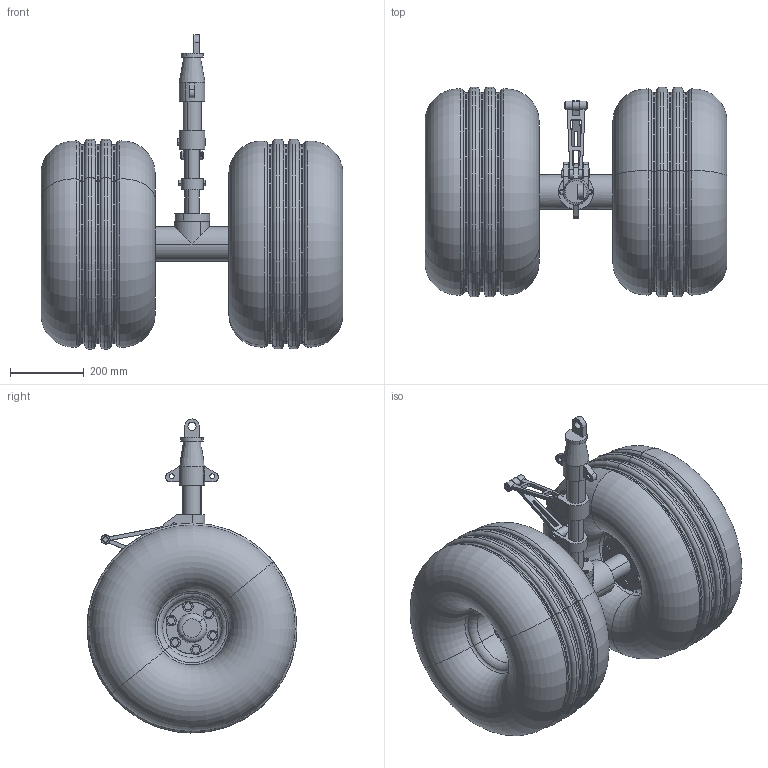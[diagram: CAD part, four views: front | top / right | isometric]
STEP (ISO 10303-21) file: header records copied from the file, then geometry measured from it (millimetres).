
FILE_DESCRIPTION(('CATIA V5 STEP Exchange'),'2;1');
FILE_NAME('aircraft landing gear assembly colourful.stp','2025-10-26T09:52:38+00:00',('none'),('none'),'CATIA Version 5 Release 21 GA (IN-10)','CATIA V5 STEP AP203','none');
FILE_SCHEMA(('CONFIG_CONTROL_DESIGN'));
Length unit declared in the file: millimetre
Products named in the file (1): Product1
Assembly tree (27 placements, depth 2):
  Product1
    #58
    #1572
    #2891
    #4145
    #4249
    #4353
    #5126
    #5230
    #6050  x4
    #6665
    #7798  x2
    #9716  x12
Bounding box: 819.6 x 569.94 x 852.47 mm (x, y, z)
Volume: 124252157.1 mm3; surface area: 2926157.8 mm2
Topology: 27 solids, 27 shells, 629 faces, 1534 edges, 963 vertices
Faces by surface type: cylinder 271, plane 268, torus 80, cone 10
Entity records: 10199 total; most frequent: CARTESIAN_POINT 1884, ORIENTED_EDGE 1736, DIRECTION 1372, EDGE_CURVE 868, AXIS2_PLACEMENT_3D 736, VERTEX_POINT 551, CIRCLE 473, EDGE_LOOP 461
